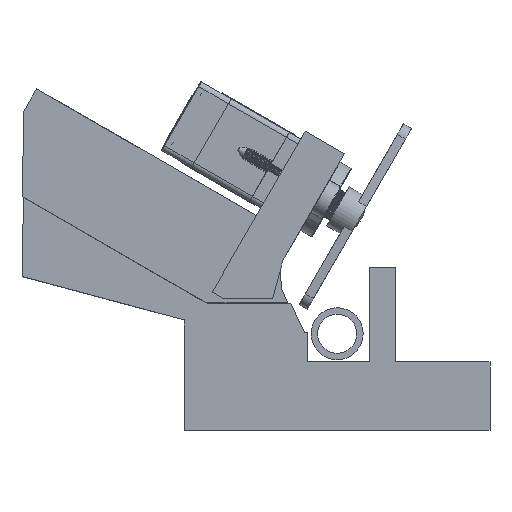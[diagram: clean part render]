
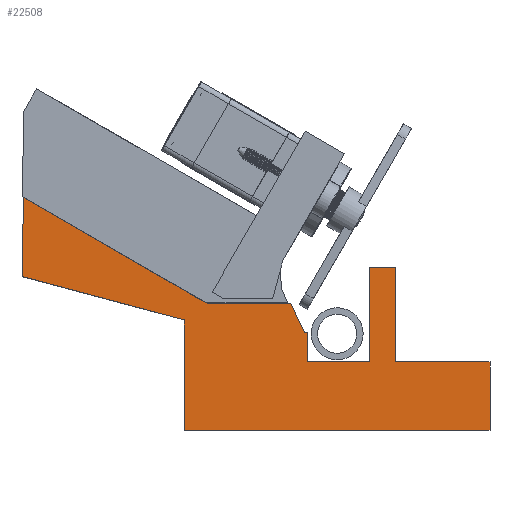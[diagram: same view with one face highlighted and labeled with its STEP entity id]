
A CAD part, front view. The second image highlights one B-rep face of the part: STEP entity #22508.
In plain terms, the highlighted planar face has unit normal (0, -1, 0).
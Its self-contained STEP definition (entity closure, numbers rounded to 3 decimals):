
#1724=PLANE('',#24304);
#2749=FACE_OUTER_BOUND('',#3931,.T.);
#3931=EDGE_LOOP('',(#20881,#20882,#20883,#20884,#20885,#20886,#20887,#20888,
#20889,#20890,#20891,#20892,#20893,#20894,#20895));
#5836=LINE('',#52364,#7877);
#5840=LINE('',#52373,#7881);
#5847=LINE('',#52386,#7888);
#5872=LINE('',#52444,#7913);
#5873=LINE('',#52446,#7914);
#5874=LINE('',#52448,#7915);
#5875=LINE('',#52450,#7916);
#5876=LINE('',#52452,#7917);
#5877=LINE('',#52454,#7918);
#5878=LINE('',#52456,#7919);
#5879=LINE('',#52458,#7920);
#5880=LINE('',#52460,#7921);
#5881=LINE('',#52462,#7922);
#5882=LINE('',#52464,#7923);
#5883=LINE('',#52465,#7924);
#7877=VECTOR('',#29481,10.);
#7881=VECTOR('',#29487,10.);
#7888=VECTOR('',#29496,10.);
#7913=VECTOR('',#29541,10.);
#7914=VECTOR('',#29542,10.);
#7915=VECTOR('',#29543,10.);
#7916=VECTOR('',#29544,10.);
#7917=VECTOR('',#29545,10.);
#7918=VECTOR('',#29546,10.);
#7919=VECTOR('',#29547,10.);
#7920=VECTOR('',#29548,10.);
#7921=VECTOR('',#29549,10.);
#7922=VECTOR('',#29550,10.);
#7923=VECTOR('',#29551,10.);
#7924=VECTOR('',#29552,10.);
#11097=VERTEX_POINT('',#52361);
#11098=VERTEX_POINT('',#52363);
#11101=VERTEX_POINT('',#52371);
#11102=VERTEX_POINT('',#52372);
#11130=VERTEX_POINT('',#52443);
#11131=VERTEX_POINT('',#52445);
#11132=VERTEX_POINT('',#52447);
#11133=VERTEX_POINT('',#52449);
#11134=VERTEX_POINT('',#52451);
#11135=VERTEX_POINT('',#52453);
#11136=VERTEX_POINT('',#52455);
#11137=VERTEX_POINT('',#52457);
#11138=VERTEX_POINT('',#52459);
#11139=VERTEX_POINT('',#52461);
#11140=VERTEX_POINT('',#52463);
#14367=EDGE_CURVE('',#11098,#11097,#5836,.T.);
#14371=EDGE_CURVE('',#11101,#11102,#5840,.T.);
#14378=EDGE_CURVE('',#11102,#11098,#5847,.T.);
#14407=EDGE_CURVE('',#11097,#11130,#5872,.T.);
#14408=EDGE_CURVE('',#11130,#11131,#5873,.T.);
#14409=EDGE_CURVE('',#11131,#11132,#5874,.T.);
#14410=EDGE_CURVE('',#11132,#11133,#5875,.T.);
#14411=EDGE_CURVE('',#11133,#11134,#5876,.T.);
#14412=EDGE_CURVE('',#11134,#11135,#5877,.T.);
#14413=EDGE_CURVE('',#11135,#11136,#5878,.T.);
#14414=EDGE_CURVE('',#11136,#11137,#5879,.T.);
#14415=EDGE_CURVE('',#11137,#11138,#5880,.T.);
#14416=EDGE_CURVE('',#11138,#11139,#5881,.T.);
#14417=EDGE_CURVE('',#11139,#11140,#5882,.T.);
#14418=EDGE_CURVE('',#11140,#11101,#5883,.T.);
#20881=ORIENTED_EDGE('',*,*,#14378,.T.);
#20882=ORIENTED_EDGE('',*,*,#14367,.T.);
#20883=ORIENTED_EDGE('',*,*,#14407,.T.);
#20884=ORIENTED_EDGE('',*,*,#14408,.T.);
#20885=ORIENTED_EDGE('',*,*,#14409,.T.);
#20886=ORIENTED_EDGE('',*,*,#14410,.T.);
#20887=ORIENTED_EDGE('',*,*,#14411,.T.);
#20888=ORIENTED_EDGE('',*,*,#14412,.T.);
#20889=ORIENTED_EDGE('',*,*,#14413,.T.);
#20890=ORIENTED_EDGE('',*,*,#14414,.T.);
#20891=ORIENTED_EDGE('',*,*,#14415,.T.);
#20892=ORIENTED_EDGE('',*,*,#14416,.T.);
#20893=ORIENTED_EDGE('',*,*,#14417,.T.);
#20894=ORIENTED_EDGE('',*,*,#14418,.T.);
#20895=ORIENTED_EDGE('',*,*,#14371,.T.);
#22508=ADVANCED_FACE('',(#2749),#1724,.T.);
#24304=AXIS2_PLACEMENT_3D('',#52442,#29539,#29540);
#29481=DIRECTION('',(-0.019,0.,-1.));
#29487=DIRECTION('',(-1.,0.,0.));
#29496=DIRECTION('',(-0.866,0.,0.501));
#29539=DIRECTION('center_axis',(0.,-1.,0.));
#29540=DIRECTION('ref_axis',(0.,0.,-1.));
#29541=DIRECTION('',(0.966,0.,-0.259));
#29542=DIRECTION('',(0.,0.,-1.));
#29543=DIRECTION('',(1.,0.,0.));
#29544=DIRECTION('',(0.,0.,1.));
#29545=DIRECTION('',(-1.,0.,0.));
#29546=DIRECTION('',(0.,0.,1.));
#29547=DIRECTION('',(-1.,0.,0.));
#29548=DIRECTION('',(0.,0.,-1.));
#29549=DIRECTION('',(-1.,0.,0.));
#29550=DIRECTION('',(0.,0.,1.));
#29551=DIRECTION('',(-1.,0.,0.));
#29552=DIRECTION('',(-0.432,0.,0.902));
#52361=CARTESIAN_POINT('',(-48.467,15.,58.647));
#52363=CARTESIAN_POINT('',(-48.233,15.,70.823));
#52364=CARTESIAN_POINT('',(-48.467,15.,58.647));
#52371=CARTESIAN_POINT('',(-7.152,15.,54.491));
#52372=CARTESIAN_POINT('',(-20.,15.,54.491));
#52373=CARTESIAN_POINT('',(-23.367,15.,54.491));
#52386=CARTESIAN_POINT('',(-38.917,15.,65.434));
#52442=CARTESIAN_POINT('Origin',(-26.733,15.,65.));
#52443=CARTESIAN_POINT('',(-23.5,15.,51.957));
#52444=CARTESIAN_POINT('',(-5.,15.,47.));
#52445=CARTESIAN_POINT('',(-23.5,15.,35.));
#52446=CARTESIAN_POINT('',(-23.5,15.,45.));
#52447=CARTESIAN_POINT('',(23.5,15.,35.));
#52448=CARTESIAN_POINT('',(23.5,15.,35.));
#52449=CARTESIAN_POINT('',(23.5,15.,45.5));
#52450=CARTESIAN_POINT('',(23.5,15.,45.));
#52451=CARTESIAN_POINT('',(9.,15.,45.5));
#52452=CARTESIAN_POINT('',(-1.617,15.,45.5));
#52453=CARTESIAN_POINT('',(9.,15.,60.));
#52454=CARTESIAN_POINT('',(9.,15.,45.5));
#52455=CARTESIAN_POINT('',(5.,15.,60.));
#52456=CARTESIAN_POINT('',(5.,15.,60.));
#52457=CARTESIAN_POINT('',(5.,15.,45.5));
#52458=CARTESIAN_POINT('',(5.,15.,61.));
#52459=CARTESIAN_POINT('',(-4.5,15.,45.5));
#52460=CARTESIAN_POINT('',(-1.617,15.,45.5));
#52461=CARTESIAN_POINT('',(-4.5,15.,50.));
#52462=CARTESIAN_POINT('',(-4.5,15.,47.));
#52463=CARTESIAN_POINT('',(-5.,15.,50.));
#52464=CARTESIAN_POINT('',(-5.,15.,50.));
#52465=CARTESIAN_POINT('',(-5.,15.,50.));
